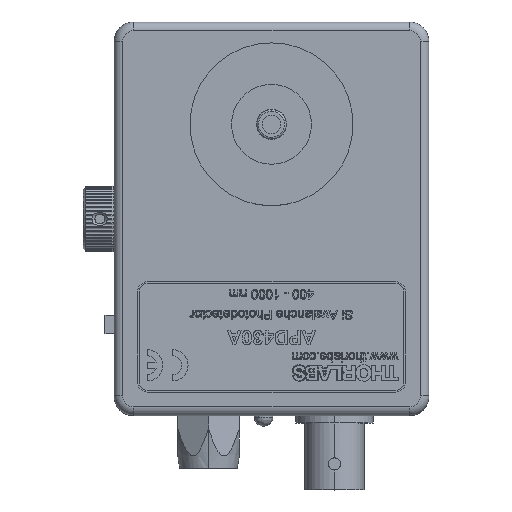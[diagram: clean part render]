
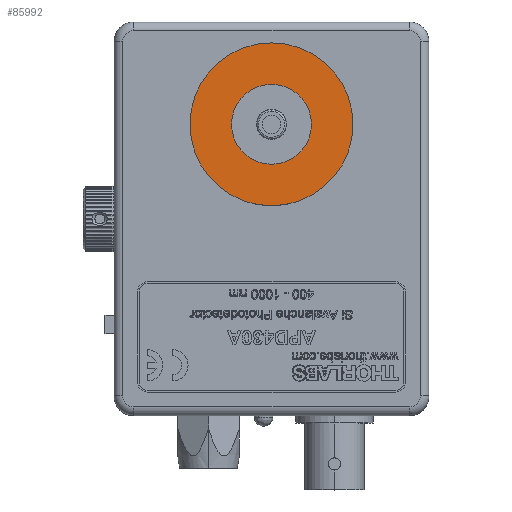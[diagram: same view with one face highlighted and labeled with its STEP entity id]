
A CAD part, top view. The second image highlights one B-rep face of the part: STEP entity #85992.
In plain terms, the highlighted planar face has unit normal (0, 0, 1).
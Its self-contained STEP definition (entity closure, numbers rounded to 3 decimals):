
#560 = CIRCLE ( 'NONE', #60725, 6.439 ) ;
#1485 = CARTESIAN_POINT ( 'NONE',  ( 12.256, 46.99, 27.432 ) ) ;
#6382 = VERTEX_POINT ( 'NONE', #1485 ) ;
#9031 = VERTEX_POINT ( 'NONE', #116385 ) ;
#9395 = DIRECTION ( 'NONE',  ( 0., 0., 1. ) ) ;
#12270 = CIRCLE ( 'NONE', #39967, 13.144 ) ;
#14616 = DIRECTION ( 'NONE',  ( 0., 0., 1. ) ) ;
#14987 = EDGE_CURVE ( 'NONE', #6382, #132978, #12270, .T. ) ;
#20595 = CARTESIAN_POINT ( 'NONE',  ( 38.544, 46.99, 27.432 ) ) ;
#26144 = ORIENTED_EDGE ( 'NONE', *, *, #14987, .T. ) ;
#29285 = CARTESIAN_POINT ( 'NONE',  ( 25.4, 46.99, 27.432 ) ) ;
#29500 = EDGE_CURVE ( 'NONE', #80592, #9031, #77154, .T. ) ;
#34730 = EDGE_CURVE ( 'NONE', #132978, #6382, #69903, .T. ) ;
#39901 = DIRECTION ( 'NONE',  ( 1., 0., 0. ) ) ;
#39967 = AXIS2_PLACEMENT_3D ( 'NONE', #109537, #45945, #120167 ) ;
#43906 = AXIS2_PLACEMENT_3D ( 'NONE', #29285, #103466, #39901 ) ;
#45945 = DIRECTION ( 'NONE',  ( 0., 0., 1. ) ) ;
#49084 = CARTESIAN_POINT ( 'NONE',  ( 25.4, 46.99, 27.432 ) ) ;
#59684 = DIRECTION ( 'NONE',  ( 1., 0., 0. ) ) ;
#60725 = AXIS2_PLACEMENT_3D ( 'NONE', #49084, #123350, #59684 ) ;
#69903 = CIRCLE ( 'NONE', #98870, 13.144 ) ;
#72946 = CARTESIAN_POINT ( 'NONE',  ( 25.4, 46.99, 27.432 ) ) ;
#77154 = CIRCLE ( 'NONE', #120192, 6.439 ) ;
#78165 = CARTESIAN_POINT ( 'NONE',  ( 25.4, 46.99, 27.432 ) ) ;
#79351 = EDGE_CURVE ( 'NONE', #9031, #80592, #560, .T. ) ;
#80592 = VERTEX_POINT ( 'NONE', #92127 ) ;
#83661 = DIRECTION ( 'NONE',  ( 1., 0., 0. ) ) ;
#85992 = ADVANCED_FACE ( 'NONE', ( #97163, #100459 ), #124373, .T. ) ;
#88846 = DIRECTION ( 'NONE',  ( 1., 0., 0. ) ) ;
#89626 = ORIENTED_EDGE ( 'NONE', *, *, #34730, .T. ) ;
#92127 = CARTESIAN_POINT ( 'NONE',  ( 18.961, 46.99, 27.432 ) ) ;
#92615 = ORIENTED_EDGE ( 'NONE', *, *, #79351, .F. ) ;
#97163 = FACE_BOUND ( 'NONE', #106120, .T. ) ;
#98870 = AXIS2_PLACEMENT_3D ( 'NONE', #78165, #14616, #88846 ) ;
#100459 = FACE_OUTER_BOUND ( 'NONE', #119455, .T. ) ;
#103466 = DIRECTION ( 'NONE',  ( 0., 0., 1. ) ) ;
#106120 = EDGE_LOOP ( 'NONE', ( #92615, #136540 ) ) ;
#109537 = CARTESIAN_POINT ( 'NONE',  ( 25.4, 46.99, 27.432 ) ) ;
#116385 = CARTESIAN_POINT ( 'NONE',  ( 31.839, 46.99, 27.432 ) ) ;
#119455 = EDGE_LOOP ( 'NONE', ( #26144, #89626 ) ) ;
#120167 = DIRECTION ( 'NONE',  ( 1., 0., 0. ) ) ;
#120192 = AXIS2_PLACEMENT_3D ( 'NONE', #72946, #9395, #83661 ) ;
#123350 = DIRECTION ( 'NONE',  ( 0., 0., 1. ) ) ;
#124373 = PLANE ( 'NONE',  #43906 ) ;
#132978 = VERTEX_POINT ( 'NONE', #20595 ) ;
#136540 = ORIENTED_EDGE ( 'NONE', *, *, #29500, .F. ) ;
